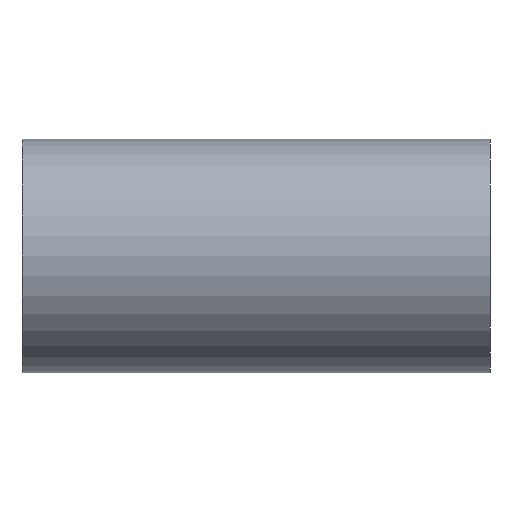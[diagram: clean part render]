
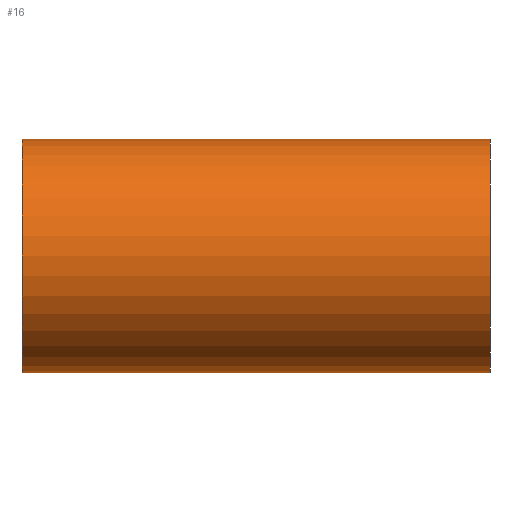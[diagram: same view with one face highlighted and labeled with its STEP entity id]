
A CAD part, left-side view. The second image highlights one B-rep face of the part: STEP entity #16.
In plain terms, the highlighted cylindrical face has radius 6.346 mm (diameter 12.692 mm), a partial arc.
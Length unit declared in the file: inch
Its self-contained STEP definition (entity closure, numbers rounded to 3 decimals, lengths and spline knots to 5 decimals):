
#4 = EDGE_CURVE ( 'NONE', #197, #702, #1619, .T. ) ;
#16 = ADVANCED_FACE ( 'NONE', ( #84 ), #773, .T. ) ;
#84 = FACE_OUTER_BOUND ( 'NONE', #2889, .T. ) ;
#197 = VERTEX_POINT ( 'NONE', #1135 ) ;
#281 = AXIS2_PLACEMENT_3D ( 'NONE', #624, #344, #3600 ) ;
#291 = AXIS2_PLACEMENT_3D ( 'NONE', #2672, #2654, #2449 ) ;
#344 = DIRECTION ( 'NONE',  ( 0., 1., 0. ) ) ;
#348 = EDGE_CURVE ( 'NONE', #2775, #702, #3256, .T. ) ;
#366 = EDGE_CURVE ( 'NONE', #1252, #197, #3154, .T. ) ;
#542 = DIRECTION ( 'NONE',  ( 0., -1., 0. ) ) ;
#571 = DIRECTION ( 'NONE',  ( 0., 0., -1. ) ) ;
#624 = CARTESIAN_POINT ( 'NONE',  ( 0., 0., 0. ) ) ;
#702 = VERTEX_POINT ( 'NONE', #1677 ) ;
#773 = CYLINDRICAL_SURFACE ( 'NONE', #3602, 0.24985 ) ;
#822 = VECTOR ( 'NONE', #2032, 39.37008 ) ;
#868 = VECTOR ( 'NONE', #542, 39.37008 ) ;
#896 = CARTESIAN_POINT ( 'NONE',  ( 0., 1., 0.24985 ) ) ;
#1135 = CARTESIAN_POINT ( 'NONE',  ( 0., 1., 0.24985 ) ) ;
#1252 = VERTEX_POINT ( 'NONE', #3769 ) ;
#1354 = CARTESIAN_POINT ( 'NONE',  ( 0., 0., -0.24985 ) ) ;
#1419 = DIRECTION ( 'NONE',  ( 0., -1., 0. ) ) ;
#1548 = ORIENTED_EDGE ( 'NONE', *, *, #348, .T. ) ;
#1619 = LINE ( 'NONE', #896, #868 ) ;
#1677 = CARTESIAN_POINT ( 'NONE',  ( 0., 0., 0.24985 ) ) ;
#1764 = ORIENTED_EDGE ( 'NONE', *, *, #366, .F. ) ;
#1769 = LINE ( 'NONE', #3795, #822 ) ;
#2032 = DIRECTION ( 'NONE',  ( 0., -1., 0. ) ) ;
#2449 = DIRECTION ( 'NONE',  ( 0., 0., 1. ) ) ;
#2654 = DIRECTION ( 'NONE',  ( 0., 1., 0. ) ) ;
#2672 = CARTESIAN_POINT ( 'NONE',  ( 0., 1., 0. ) ) ;
#2775 = VERTEX_POINT ( 'NONE', #1354 ) ;
#2889 = EDGE_LOOP ( 'NONE', ( #3390, #1764, #3593, #1548 ) ) ;
#2923 = EDGE_CURVE ( 'NONE', #1252, #2775, #1769, .T. ) ;
#2927 = CARTESIAN_POINT ( 'NONE',  ( 0., 1., 0. ) ) ;
#3154 = CIRCLE ( 'NONE', #291, 0.24985 ) ;
#3256 = CIRCLE ( 'NONE', #281, 0.24985 ) ;
#3390 = ORIENTED_EDGE ( 'NONE', *, *, #4, .F. ) ;
#3593 = ORIENTED_EDGE ( 'NONE', *, *, #2923, .T. ) ;
#3600 = DIRECTION ( 'NONE',  ( 0., 0., 1. ) ) ;
#3602 = AXIS2_PLACEMENT_3D ( 'NONE', #2927, #1419, #571 ) ;
#3769 = CARTESIAN_POINT ( 'NONE',  ( 0., 1., -0.24985 ) ) ;
#3795 = CARTESIAN_POINT ( 'NONE',  ( 0., 1., -0.24985 ) ) ;
